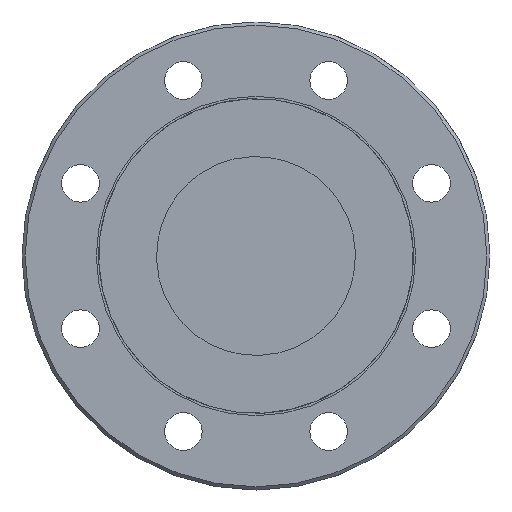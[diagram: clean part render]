
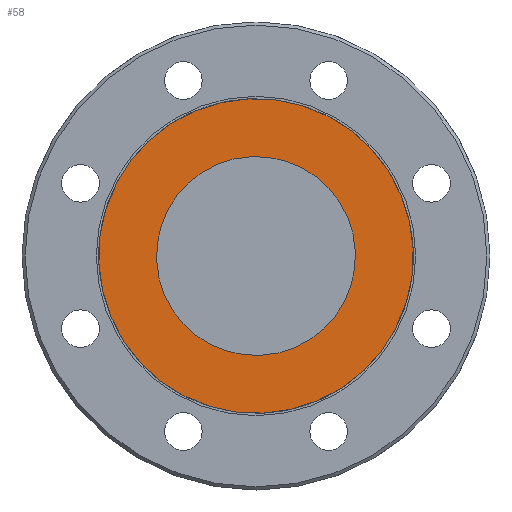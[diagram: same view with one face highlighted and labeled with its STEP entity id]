
A CAD part, front view. The second image highlights one B-rep face of the part: STEP entity #58.
In plain terms, the highlighted planar face has unit normal (0, -1, 0).
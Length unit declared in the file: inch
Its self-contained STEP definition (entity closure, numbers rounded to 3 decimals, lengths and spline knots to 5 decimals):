
#58 = ADVANCED_FACE ( 'NONE', ( #1126, #1125 ), #1124, .T. ) ;
#74 = EDGE_CURVE ( 'NONE', #1470, #1469, #181, .T. ) ;
#94 = EDGE_CURVE ( 'NONE', #1467, #1466, #586, .T. ) ;
#154 = CIRCLE ( 'NONE', #155, 0.95 ) ;
#155 = AXIS2_PLACEMENT_3D ( 'NONE', #274, #263, #269 ) ;
#181 = CIRCLE ( 'NONE', #1655, 0.95 ) ;
#263 = DIRECTION ( 'NONE',  ( 0., -1., 0. ) ) ;
#269 = DIRECTION ( 'NONE',  ( -0.796, 0., 0.605 ) ) ;
#274 = CARTESIAN_POINT ( 'NONE',  ( 0., -0.676, 0. ) ) ;
#575 = AXIS2_PLACEMENT_3D ( 'NONE', #946, #945, #944 ) ;
#586 = CIRCLE ( 'NONE', #575, 1.50245 ) ;
#600 = AXIS2_PLACEMENT_3D ( 'NONE', #1140, #1122, #1121 ) ;
#676 = CARTESIAN_POINT ( 'NONE',  ( 0.7562, -0.676, -0.57503 ) ) ;
#677 = CARTESIAN_POINT ( 'NONE',  ( -0.7562, -0.676, 0.57503 ) ) ;
#680 = CARTESIAN_POINT ( 'NONE',  ( 1.19594, -0.676, -0.90943 ) ) ;
#692 = CARTESIAN_POINT ( 'NONE',  ( -1.19594, -0.676, 0.90943 ) ) ;
#944 = DIRECTION ( 'NONE',  ( -0.796, 0., 0.605 ) ) ;
#945 = DIRECTION ( 'NONE',  ( 0., -1., 0. ) ) ;
#946 = CARTESIAN_POINT ( 'NONE',  ( 0., -0.676, 0. ) ) ;
#1060 = DIRECTION ( 'NONE',  ( -0.796, 0., 0.605 ) ) ;
#1061 = DIRECTION ( 'NONE',  ( 0., -1., 0. ) ) ;
#1062 = CARTESIAN_POINT ( 'NONE',  ( 0., -0.676, 0. ) ) ;
#1121 = DIRECTION ( 'NONE',  ( 0.339, 0., 0.941 ) ) ;
#1122 = DIRECTION ( 'NONE',  ( 0., -1., 0. ) ) ;
#1124 = PLANE ( 'NONE',  #600 ) ;
#1125 = FACE_OUTER_BOUND ( 'NONE', #1564, .T. ) ;
#1126 = FACE_BOUND ( 'NONE', #1134, .T. ) ;
#1134 = EDGE_LOOP ( 'NONE', ( #1946, #1888 ) ) ;
#1140 = CARTESIAN_POINT ( 'NONE',  ( -1.38782, -0.676, 0.49959 ) ) ;
#1466 = VERTEX_POINT ( 'NONE', #680 ) ;
#1467 = VERTEX_POINT ( 'NONE', #692 ) ;
#1469 = VERTEX_POINT ( 'NONE', #677 ) ;
#1470 = VERTEX_POINT ( 'NONE', #676 ) ;
#1564 = EDGE_LOOP ( 'NONE', ( #1777, #1909 ) ) ;
#1626 = CIRCLE ( 'NONE', #1628, 1.50245 ) ;
#1628 = AXIS2_PLACEMENT_3D ( 'NONE', #2234, #2237, #2235 ) ;
#1655 = AXIS2_PLACEMENT_3D ( 'NONE', #1062, #1061, #1060 ) ;
#1777 = ORIENTED_EDGE ( 'NONE', *, *, #94, .T. ) ;
#1888 = ORIENTED_EDGE ( 'NONE', *, *, #74, .F. ) ;
#1909 = ORIENTED_EDGE ( 'NONE', *, *, #2059, .T. ) ;
#1946 = ORIENTED_EDGE ( 'NONE', *, *, #1974, .F. ) ;
#1974 = EDGE_CURVE ( 'NONE', #1469, #1470, #154, .T. ) ;
#2059 = EDGE_CURVE ( 'NONE', #1466, #1467, #1626, .T. ) ;
#2234 = CARTESIAN_POINT ( 'NONE',  ( 0., -0.676, 0. ) ) ;
#2235 = DIRECTION ( 'NONE',  ( -0.796, 0., 0.605 ) ) ;
#2237 = DIRECTION ( 'NONE',  ( 0., -1., 0. ) ) ;
